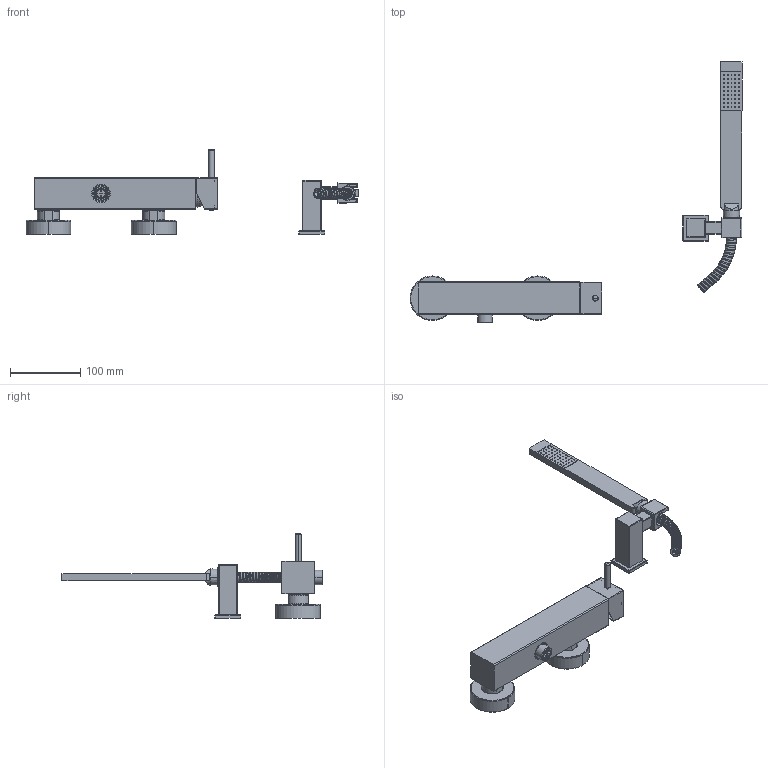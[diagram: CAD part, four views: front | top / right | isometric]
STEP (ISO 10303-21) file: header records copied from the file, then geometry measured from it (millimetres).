
FILE_DESCRIPTION((''),'2;1');
FILE_NAME('LEA168DCR','2021-11-03T11:44:26',('ut3'),('PAFFONI SpA'),'CREO PARAMETRIC BY PTC INC, 2020044','CREO PARAMETRIC BY PTC INC, 2020044','');
FILE_SCHEMA(('CONFIG_CONTROL_DESIGN','SHAPE_APPEARANCE_LAYERS_GROUPS'));
Products named in the file (1): LEA168DCR
Bounding box: 472.5 x 371.89 x 120.75 mm (x, y, z)
Volume: 411885.3 mm3; surface area: 220774.4 mm2
Topology: 2 solids, 2 shells, 1978 faces, 5132 edges, 3210 vertices
Faces by surface type: plane 1042, cylinder 526, torus 164, sphere 89, cone 82, bspline 75
Entity records: 104505 total; most frequent: CARTESIAN_POINT 41772, ORIENTED_EDGE 10222, DIRECTION 9969, EDGE_CURVE 5111, AXIS2_PLACEMENT_3D 3510, VERTEX_POINT 3208, VECTOR 2949, LINE 2949
